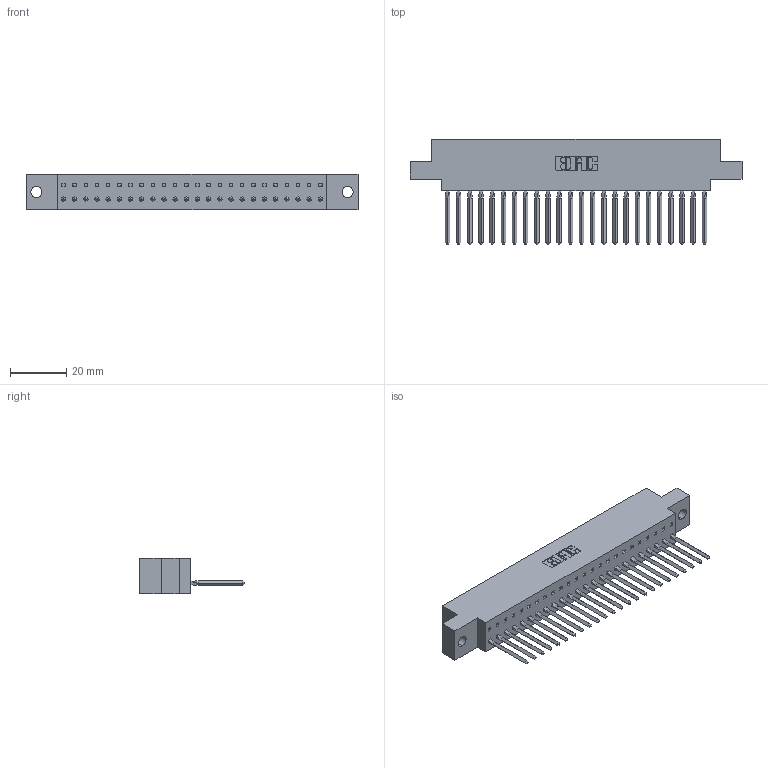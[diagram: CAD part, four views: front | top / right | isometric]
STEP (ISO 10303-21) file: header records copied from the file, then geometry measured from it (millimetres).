
FILE_DESCRIPTION (( 'STEP AP203' ), '1' );
FILE_NAME ('317-024-541-604.STEP', '2020-02-27T17:59:41', ( '' ), ( '' ), 'SwSTEP 2.0', 'SolidWorks 2016', '' );
FILE_SCHEMA (( 'CONFIG_CONTROL_DESIGN' ));
Length unit declared in the file: inch
Products named in the file (3): 317-290-002_541; 317 Part_.156 Dia - TH; 317-024-541-604
Assembly tree (25 placements, depth 2):
  317-024-541-604
    317 Part_.156 Dia - TH
    317-290-002_541  x24
Bounding box: 117.81 x 37.34 x 12.7 mm (x, y, z)
Volume: 18462.7 mm3; surface area: 25306.9 mm2
Topology: 25 solids, 25 shells, 3750 faces, 10691 edges, 6950 vertices
Faces by surface type: plane 3034, cylinder 620, bspline 96
Entity records: 37986 total; most frequent: CARTESIAN_POINT 7385, ORIENTED_EDGE 6662, DIRECTION 5459, EDGE_CURVE 3331, VECTOR 2967, LINE 2967, VERTEX_POINT 2212, AXIS2_PLACEMENT_3D 1246
